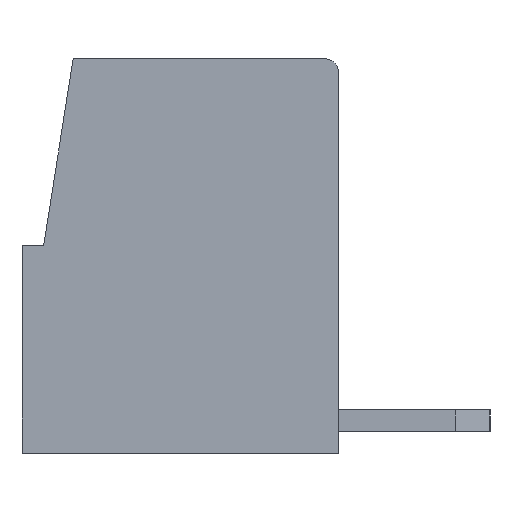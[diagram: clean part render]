
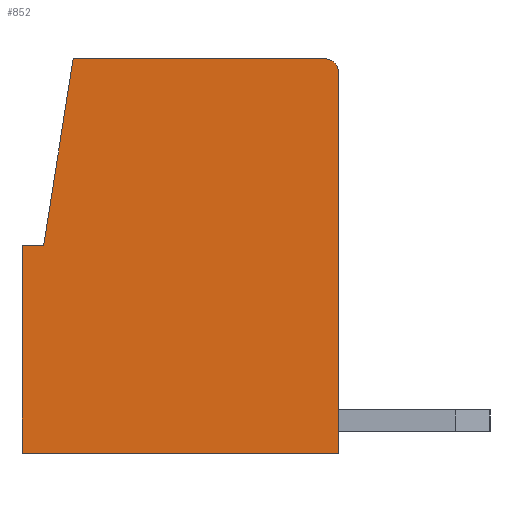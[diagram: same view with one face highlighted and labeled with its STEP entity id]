
A CAD part, left-side view. The second image highlights one B-rep face of the part: STEP entity #852.
In plain terms, the highlighted planar face has unit normal (-1, 0, 0).
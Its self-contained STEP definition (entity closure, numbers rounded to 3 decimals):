
#852 = ADVANCED_FACE( '', ( #1774 ), #1775, .T. );
#1774 = FACE_OUTER_BOUND( '', #2774, .T. );
#1775 = PLANE( '', #2775 );
#2774 = EDGE_LOOP( '', ( #5122, #5123, #5124, #5125, #5126, #5127, #5128 ) );
#2775 = AXIS2_PLACEMENT_3D( '', #5129, #5130, #5131 );
#5122 = ORIENTED_EDGE( '', *, *, #6826, .F. );
#5123 = ORIENTED_EDGE( '', *, *, #6792, .F. );
#5124 = ORIENTED_EDGE( '', *, *, #6073, .F. );
#5125 = ORIENTED_EDGE( '', *, *, #6935, .F. );
#5126 = ORIENTED_EDGE( '', *, *, #6230, .F. );
#5127 = ORIENTED_EDGE( '', *, *, #6772, .F. );
#5128 = ORIENTED_EDGE( '', *, *, #6936, .F. );
#5129 = CARTESIAN_POINT( '', ( -3.355, -9.024, 9.8 ) );
#5130 = DIRECTION( '', ( -1., 0., 0. ) );
#5131 = DIRECTION( '', ( 0., 0., 1. ) );
#6073 = EDGE_CURVE( '', #7291, #7287, #7293, .T. );
#6230 = EDGE_CURVE( '', #7565, #7561, #7567, .T. );
#6772 = EDGE_CURVE( '', #8388, #7565, #8390, .T. );
#6792 = EDGE_CURVE( '', #7287, #8412, #8415, .T. );
#6826 = EDGE_CURVE( '', #8412, #8453, #8462, .T. );
#6935 = EDGE_CURVE( '', #7561, #7291, #8590, .T. );
#6936 = EDGE_CURVE( '', #8453, #8388, #8591, .T. );
#7287 = VERTEX_POINT( '', #9028 );
#7291 = VERTEX_POINT( '', #9034 );
#7293 = LINE( '', #9037, #9038 );
#7561 = VERTEX_POINT( '', #9423 );
#7565 = VERTEX_POINT( '', #9429 );
#7567 = LINE( '', #9432, #9433 );
#8388 = VERTEX_POINT( '', #10638 );
#8390 = LINE( '', #10641, #10642 );
#8412 = VERTEX_POINT( '', #10673 );
#8415 = LINE( '', #10678, #10679 );
#8453 = VERTEX_POINT( '', #10735 );
#8462 = LINE( '', #10748, #10749 );
#8590 = LINE( '', #10943, #10944 );
#8591 = CIRCLE( '', #10945, 0.3 );
#9028 = CARTESIAN_POINT( '', ( -3.355, 2.466, 4.8 ) );
#9034 = CARTESIAN_POINT( '', ( -3.355, 2.966, 4.8 ) );
#9037 = CARTESIAN_POINT( '', ( -3.355, 0., 4.8 ) );
#9038 = VECTOR( '', #11307, 1000. );
#9423 = CARTESIAN_POINT( '', ( -3.355, 2.966, 0. ) );
#9429 = CARTESIAN_POINT( '', ( -3.355, -4.334, 0. ) );
#9432 = CARTESIAN_POINT( '', ( -3.355, 0., 0. ) );
#9433 = VECTOR( '', #11452, 1000. );
#10638 = CARTESIAN_POINT( '', ( -3.355, -4.334, 8.8 ) );
#10641 = CARTESIAN_POINT( '', ( -3.355, -4.334, 0. ) );
#10642 = VECTOR( '', #11943, 1000. );
#10673 = CARTESIAN_POINT( '', ( -3.355, 1.785, 9.1 ) );
#10678 = CARTESIAN_POINT( '', ( -3.355, 3.226, 0. ) );
#10679 = VECTOR( '', #11958, 1000. );
#10735 = CARTESIAN_POINT( '', ( -3.355, -4.034, 9.1 ) );
#10748 = CARTESIAN_POINT( '', ( -3.355, 0., 9.1 ) );
#10749 = VECTOR( '', #11984, 1000. );
#10943 = CARTESIAN_POINT( '', ( -3.355, 2.966, 0. ) );
#10944 = VECTOR( '', #12057, 1000. );
#10945 = AXIS2_PLACEMENT_3D( '', #12058, #12059, #12060 );
#11307 = DIRECTION( '', ( 0., -1., 0. ) );
#11452 = DIRECTION( '', ( 0., 1., 0. ) );
#11943 = DIRECTION( '', ( 0., 0., -1. ) );
#11958 = DIRECTION( '', ( 0., -0.156, 0.988 ) );
#11984 = DIRECTION( '', ( 0., -1., 0. ) );
#12057 = DIRECTION( '', ( 0., 0., 1. ) );
#12058 = CARTESIAN_POINT( '', ( -3.355, -4.034, 8.8 ) );
#12059 = DIRECTION( '', ( 1., 0., 0. ) );
#12060 = DIRECTION( '', ( 0., -1., 0. ) );
